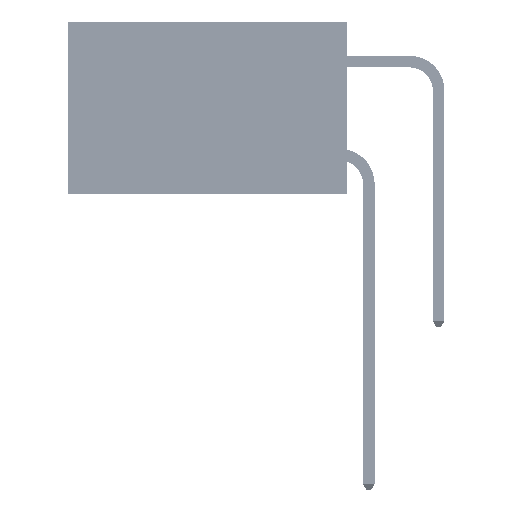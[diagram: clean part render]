
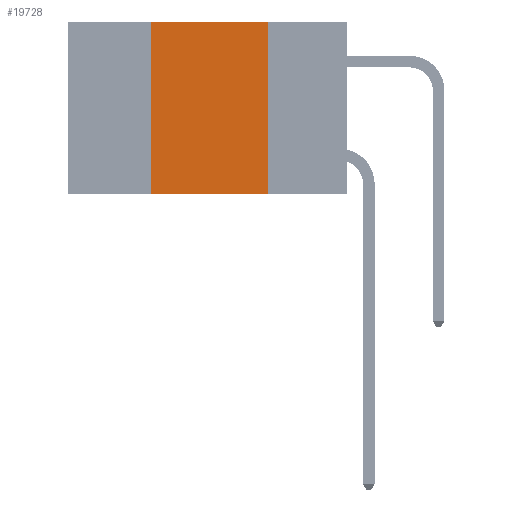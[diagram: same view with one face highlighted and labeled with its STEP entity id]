
A CAD part, left-side view. The second image highlights one B-rep face of the part: STEP entity #19728.
In plain terms, the highlighted planar face has unit normal (-1, 0, 0).
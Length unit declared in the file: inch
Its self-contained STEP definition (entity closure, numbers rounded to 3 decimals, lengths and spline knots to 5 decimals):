
#1334 = EDGE_LOOP ( 'NONE', ( #4746, #5666, #28355, #24272 ) ) ;
#4746 = ORIENTED_EDGE ( 'NONE', *, *, #45706, .F. ) ;
#5666 = ORIENTED_EDGE ( 'NONE', *, *, #14470, .F. ) ;
#7099 = VECTOR ( 'NONE', #22204, 39.37008 ) ;
#7305 = DIRECTION ( 'NONE',  ( 0., 0., 1. ) ) ;
#8260 = VECTOR ( 'NONE', #44860, 39.37008 ) ;
#8910 = CARTESIAN_POINT ( 'NONE',  ( 0., 0.17, 0. ) ) ;
#9948 = VERTEX_POINT ( 'NONE', #53718 ) ;
#11518 = VERTEX_POINT ( 'NONE', #41660 ) ;
#11693 = FACE_OUTER_BOUND ( 'NONE', #1334, .T. ) ;
#11828 = AXIS2_PLACEMENT_3D ( 'NONE', #19457, #48337, #23659 ) ;
#14470 = EDGE_CURVE ( 'NONE', #9948, #42311, #50778, .T. ) ;
#17657 = DIRECTION ( 'NONE',  ( 0., 0., -1. ) ) ;
#18273 = LINE ( 'NONE', #51437, #7099 ) ;
#19457 = CARTESIAN_POINT ( 'NONE',  ( 0., 0.6, 0. ) ) ;
#19728 = ADVANCED_FACE ( 'NONE', ( #11693 ), #31848, .F. ) ;
#22204 = DIRECTION ( 'NONE',  ( 0., -1., 0. ) ) ;
#23659 = DIRECTION ( 'NONE',  ( 0., 0., -1. ) ) ;
#23700 = VECTOR ( 'NONE', #17657, 39.37008 ) ;
#24272 = ORIENTED_EDGE ( 'NONE', *, *, #31018, .T. ) ;
#26141 = VERTEX_POINT ( 'NONE', #36902 ) ;
#28355 = ORIENTED_EDGE ( 'NONE', *, *, #43749, .F. ) ;
#31018 = EDGE_CURVE ( 'NONE', #26141, #11518, #18273, .T. ) ;
#31848 = PLANE ( 'NONE',  #11828 ) ;
#32212 = CARTESIAN_POINT ( 'NONE',  ( 0., 0.6, 0. ) ) ;
#32338 = CARTESIAN_POINT ( 'NONE',  ( 0., 0.42, 0. ) ) ;
#32465 = CARTESIAN_POINT ( 'NONE',  ( 0., 0.17, 0. ) ) ;
#33765 = LINE ( 'NONE', #32338, #40967 ) ;
#34765 = LINE ( 'NONE', #8910, #23700 ) ;
#36902 = CARTESIAN_POINT ( 'NONE',  ( 0., 0.42, -0.37 ) ) ;
#40967 = VECTOR ( 'NONE', #7305, 39.37008 ) ;
#41660 = CARTESIAN_POINT ( 'NONE',  ( 0., 0.17, -0.37 ) ) ;
#42311 = VERTEX_POINT ( 'NONE', #32465 ) ;
#43749 = EDGE_CURVE ( 'NONE', #26141, #9948, #33765, .T. ) ;
#44860 = DIRECTION ( 'NONE',  ( 0., -1., 0. ) ) ;
#45706 = EDGE_CURVE ( 'NONE', #42311, #11518, #34765, .T. ) ;
#48337 = DIRECTION ( 'NONE',  ( 1., 0., 0. ) ) ;
#50778 = LINE ( 'NONE', #32212, #8260 ) ;
#51437 = CARTESIAN_POINT ( 'NONE',  ( 0., 0.6, -0.37 ) ) ;
#53718 = CARTESIAN_POINT ( 'NONE',  ( 0., 0.42, 0. ) ) ;
